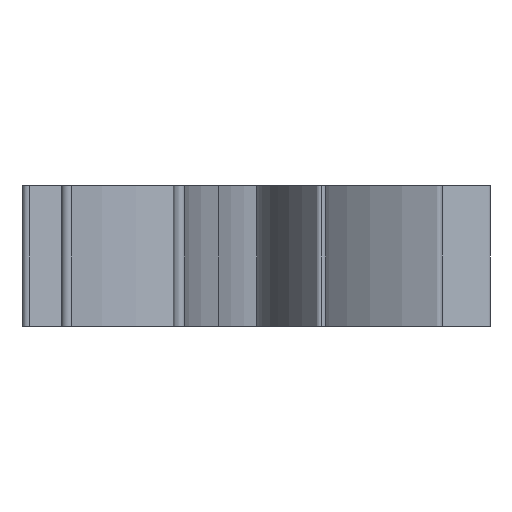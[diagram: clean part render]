
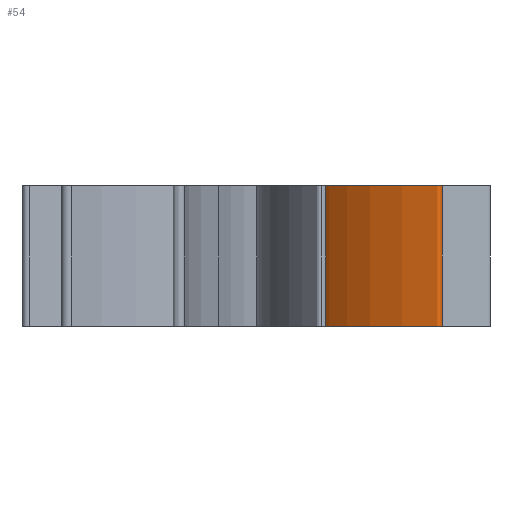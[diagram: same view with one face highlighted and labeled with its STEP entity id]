
A CAD part, left-side view. The second image highlights one B-rep face of the part: STEP entity #54.
In plain terms, the highlighted free-form (B-spline) face has degree [3, 1] with [19, 2] control points.
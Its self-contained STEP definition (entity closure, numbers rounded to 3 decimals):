
#54=ADVANCED_FACE('',(#93),#684,.T.);
#93=FACE_OUTER_BOUND('',#132,.T.);
#132=EDGE_LOOP('',(#255,#256,#257,#258));
#255=ORIENTED_EDGE('',*,*,#445,.T.);
#256=ORIENTED_EDGE('',*,*,#446,.T.);
#257=ORIENTED_EDGE('',*,*,#447,.F.);
#258=ORIENTED_EDGE('',*,*,#443,.F.);
#443=EDGE_CURVE('',#633,#634,#560,.T.);
#445=EDGE_CURVE('',#633,#635,#562,.T.);
#446=EDGE_CURVE('',#635,#636,#563,.T.);
#447=EDGE_CURVE('',#634,#636,#564,.T.);
#560=(
BOUNDED_CURVE()
B_SPLINE_CURVE(1,(#1910,#1911),.UNSPECIFIED.,.F.,.F.)
B_SPLINE_CURVE_WITH_KNOTS((2,2),(0.,15.),.UNSPECIFIED.)
CURVE()
GEOMETRIC_REPRESENTATION_ITEM()
RATIONAL_B_SPLINE_CURVE((1.,1.))
REPRESENTATION_ITEM('')
);
#562=(
BOUNDED_CURVE()
B_SPLINE_CURVE(3,(#1916,#1917,#1918,#1919,#1920,#1921,#1922,#1923,#1924,
#1925,#1926,#1927,#1928,#1929,#1930,#1931,#1932,#1933,#1934),
 .UNSPECIFIED.,.F.,.F.)
B_SPLINE_CURVE_WITH_KNOTS((4,3,3,3,3,3,4),(1724.324,1724.891,
1725.458,1725.582,1726.033,1736.923,1748.982),
 .UNSPECIFIED.)
CURVE()
GEOMETRIC_REPRESENTATION_ITEM()
RATIONAL_B_SPLINE_CURVE((1.,0.93,0.932,1.008,
0.935,0.935,1.008,1.008,1.008,
1.008,0.904,0.904,1.008,1.008,
1.008,1.008,1.005,1.003,1.))
REPRESENTATION_ITEM('')
);
#563=(
BOUNDED_CURVE()
B_SPLINE_CURVE(1,(#1935,#1936),.UNSPECIFIED.,.F.,.F.)
B_SPLINE_CURVE_WITH_KNOTS((2,2),(0.,15.),.UNSPECIFIED.)
CURVE()
GEOMETRIC_REPRESENTATION_ITEM()
RATIONAL_B_SPLINE_CURVE((1.,1.))
REPRESENTATION_ITEM('')
);
#564=(
BOUNDED_CURVE()
B_SPLINE_CURVE(3,(#1937,#1938,#1939,#1940,#1941,#1942,#1943,#1944,#1945,
#1946,#1947,#1948,#1949,#1950,#1951,#1952,#1953,#1954,#1955),
 .UNSPECIFIED.,.F.,.F.)
B_SPLINE_CURVE_WITH_KNOTS((4,3,3,3,3,3,4),(1724.324,1724.891,
1725.458,1725.582,1726.033,1736.923,1748.982),
 .UNSPECIFIED.)
CURVE()
GEOMETRIC_REPRESENTATION_ITEM()
RATIONAL_B_SPLINE_CURVE((1.,0.93,0.932,1.008,
0.935,0.935,1.008,1.008,1.008,
1.008,0.904,0.904,1.008,1.008,
1.008,1.008,1.005,1.003,1.))
REPRESENTATION_ITEM('')
);
#633=VERTEX_POINT('',#1362);
#634=VERTEX_POINT('',#1363);
#635=VERTEX_POINT('',#1364);
#636=VERTEX_POINT('',#1365);
#684=(
BOUNDED_SURFACE()
B_SPLINE_SURFACE(3,1,((#1208,#1209),(#1210,#1211),(#1212,#1213),(#1214,
#1215),(#1216,#1217),(#1218,#1219),(#1220,#1221),(#1222,#1223),(#1224,#1225),
(#1226,#1227),(#1228,#1229),(#1230,#1231),(#1232,#1233),(#1234,#1235),(#1236,
#1237),(#1238,#1239),(#1240,#1241),(#1242,#1243),(#1244,#1245)),
 .UNSPECIFIED.,.F.,.F.,.F.)
B_SPLINE_SURFACE_WITH_KNOTS((4,3,3,3,3,3,4),(2,2),(1724.324,1724.891,
1725.458,1725.582,1726.033,1736.923,1748.982),
(0.,15.),.UNSPECIFIED.)
GEOMETRIC_REPRESENTATION_ITEM()
RATIONAL_B_SPLINE_SURFACE(((1.008,1.008),(0.935,
0.935),(0.935,0.935),(1.008,
1.008),(0.935,0.935),(0.935,
0.935),(1.008,1.008),(1.008,
1.008),(1.008,1.008),(1.008,
1.008),(0.904,0.904),(0.904,
0.904),(1.008,1.008),(1.008,
1.008),(1.008,1.008),(1.008,
1.008),(1.008,1.008),(1.008,
1.008),(1.008,1.008)))
REPRESENTATION_ITEM('')
SURFACE()
);
#1208=CARTESIAN_POINT('',(-14.353,-19.506,0.));
#1209=CARTESIAN_POINT('',(-14.353,-19.506,-15.));
#1210=CARTESIAN_POINT('',(-14.418,-19.692,0.));
#1211=CARTESIAN_POINT('',(-14.418,-19.692,-15.));
#1212=CARTESIAN_POINT('',(-14.561,-19.827,0.));
#1213=CARTESIAN_POINT('',(-14.561,-19.827,-15.));
#1214=CARTESIAN_POINT('',(-14.749,-19.883,0.));
#1215=CARTESIAN_POINT('',(-14.749,-19.883,-15.));
#1216=CARTESIAN_POINT('',(-14.938,-19.938,0.));
#1217=CARTESIAN_POINT('',(-14.938,-19.938,-15.));
#1218=CARTESIAN_POINT('',(-15.131,-19.902,0.));
#1219=CARTESIAN_POINT('',(-15.131,-19.902,-15.));
#1220=CARTESIAN_POINT('',(-15.286,-19.782,0.));
#1221=CARTESIAN_POINT('',(-15.286,-19.782,-15.));
#1222=CARTESIAN_POINT('',(-15.32,-19.756,0.));
#1223=CARTESIAN_POINT('',(-15.32,-19.756,-15.));
#1224=CARTESIAN_POINT('',(-15.355,-19.729,0.));
#1225=CARTESIAN_POINT('',(-15.355,-19.729,-15.));
#1226=CARTESIAN_POINT('',(-15.389,-19.702,0.));
#1227=CARTESIAN_POINT('',(-15.389,-19.702,-15.));
#1228=CARTESIAN_POINT('',(-15.514,-19.605,0.));
#1229=CARTESIAN_POINT('',(-15.514,-19.605,-15.));
#1230=CARTESIAN_POINT('',(-15.568,-19.455,0.));
#1231=CARTESIAN_POINT('',(-15.568,-19.455,-15.));
#1232=CARTESIAN_POINT('',(-15.533,-19.3,0.));
#1233=CARTESIAN_POINT('',(-15.533,-19.3,-15.));
#1234=CARTESIAN_POINT('',(-14.966,-16.769,0.));
#1235=CARTESIAN_POINT('',(-14.966,-16.769,-15.));
#1236=CARTESIAN_POINT('',(-14.105,-14.437,0.));
#1237=CARTESIAN_POINT('',(-14.105,-14.437,-15.));
#1238=CARTESIAN_POINT('',(-12.95,-12.305,0.));
#1239=CARTESIAN_POINT('',(-12.95,-12.305,-15.));
#1240=CARTESIAN_POINT('',(-11.671,-9.943,0.));
#1241=CARTESIAN_POINT('',(-11.671,-9.943,-15.));
#1242=CARTESIAN_POINT('',(-10.031,-7.827,0.));
#1243=CARTESIAN_POINT('',(-10.031,-7.827,-15.));
#1244=CARTESIAN_POINT('',(-8.031,-5.958,0.));
#1245=CARTESIAN_POINT('',(-8.031,-5.958,-15.));
#1362=CARTESIAN_POINT('',(-14.353,-19.506,0.));
#1363=CARTESIAN_POINT('',(-14.353,-19.506,-15.));
#1364=CARTESIAN_POINT('',(-8.031,-5.958,0.));
#1365=CARTESIAN_POINT('',(-8.031,-5.958,-15.));
#1910=CARTESIAN_POINT('',(-14.353,-19.506,0.));
#1911=CARTESIAN_POINT('',(-14.353,-19.506,-15.));
#1916=CARTESIAN_POINT('',(-14.353,-19.506,0.));
#1917=CARTESIAN_POINT('',(-14.418,-19.692,0.));
#1918=CARTESIAN_POINT('',(-14.561,-19.827,0.));
#1919=CARTESIAN_POINT('',(-14.749,-19.883,0.));
#1920=CARTESIAN_POINT('',(-14.938,-19.938,0.));
#1921=CARTESIAN_POINT('',(-15.131,-19.902,0.));
#1922=CARTESIAN_POINT('',(-15.286,-19.782,0.));
#1923=CARTESIAN_POINT('',(-15.32,-19.756,0.));
#1924=CARTESIAN_POINT('',(-15.355,-19.729,0.));
#1925=CARTESIAN_POINT('',(-15.389,-19.702,0.));
#1926=CARTESIAN_POINT('',(-15.514,-19.605,0.));
#1927=CARTESIAN_POINT('',(-15.568,-19.455,0.));
#1928=CARTESIAN_POINT('',(-15.533,-19.3,0.));
#1929=CARTESIAN_POINT('',(-14.966,-16.769,0.));
#1930=CARTESIAN_POINT('',(-14.105,-14.437,0.));
#1931=CARTESIAN_POINT('',(-12.95,-12.305,0.));
#1932=CARTESIAN_POINT('',(-11.671,-9.943,0.));
#1933=CARTESIAN_POINT('',(-10.031,-7.827,0.));
#1934=CARTESIAN_POINT('',(-8.031,-5.958,0.));
#1935=CARTESIAN_POINT('',(-8.031,-5.958,0.));
#1936=CARTESIAN_POINT('',(-8.031,-5.958,-15.));
#1937=CARTESIAN_POINT('',(-14.353,-19.506,-15.));
#1938=CARTESIAN_POINT('',(-14.418,-19.692,-15.));
#1939=CARTESIAN_POINT('',(-14.561,-19.827,-15.));
#1940=CARTESIAN_POINT('',(-14.749,-19.883,-15.));
#1941=CARTESIAN_POINT('',(-14.938,-19.938,-15.));
#1942=CARTESIAN_POINT('',(-15.131,-19.902,-15.));
#1943=CARTESIAN_POINT('',(-15.286,-19.782,-15.));
#1944=CARTESIAN_POINT('',(-15.32,-19.756,-15.));
#1945=CARTESIAN_POINT('',(-15.355,-19.729,-15.));
#1946=CARTESIAN_POINT('',(-15.389,-19.702,-15.));
#1947=CARTESIAN_POINT('',(-15.514,-19.605,-15.));
#1948=CARTESIAN_POINT('',(-15.568,-19.455,-15.));
#1949=CARTESIAN_POINT('',(-15.533,-19.3,-15.));
#1950=CARTESIAN_POINT('',(-14.966,-16.769,-15.));
#1951=CARTESIAN_POINT('',(-14.105,-14.437,-15.));
#1952=CARTESIAN_POINT('',(-12.95,-12.305,-15.));
#1953=CARTESIAN_POINT('',(-11.671,-9.943,-15.));
#1954=CARTESIAN_POINT('',(-10.031,-7.827,-15.));
#1955=CARTESIAN_POINT('',(-8.031,-5.958,-15.));
